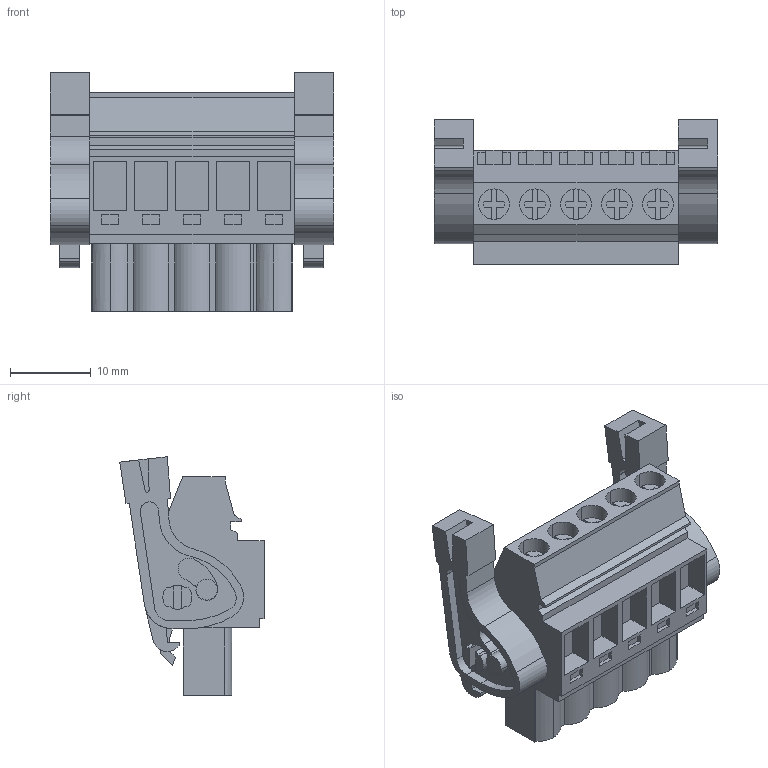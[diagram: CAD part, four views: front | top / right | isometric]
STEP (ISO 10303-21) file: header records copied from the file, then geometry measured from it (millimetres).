
FILE_DESCRIPTION(('CATIA V5 STEP','CAx-IF Rec.Pracs.--- Model Styling and Organization---1.2---2011-12-15'),'2;1');
FILE_NAME ('D1460094_0_1947560000_1947560000.stp','2017-09-09T10:50:37+00:00',('none'),('Weidmueller'),'CATIA Version 5-6 Release 2014','CATIA V5 STEP AP214','none');
FILE_SCHEMA(('AUTOMOTIVE_DESIGN { 1 0 10303 214 1 1 1 1 }'));
Length unit declared in the file: millimetre
Products named in the file (1): 1947560000
Bounding box: 35.1 x 17.88 x 29.56 mm (x, y, z)
Volume: 6965.5 mm3; surface area: 5563 mm2
Topology: 8 solids, 8 shells, 502 faces, 1385 edges, 930 vertices
Faces by surface type: plane 383, cylinder 115, extrusion 4
Entity records: 15329 total; most frequent: CARTESIAN_POINT 2958, ORIENTED_EDGE 2770, DIRECTION 2123, EDGE_CURVE 1385, VECTOR 1111, LINE 1107, VERTEX_POINT 930, AXIS2_PLACEMENT_3D 626
